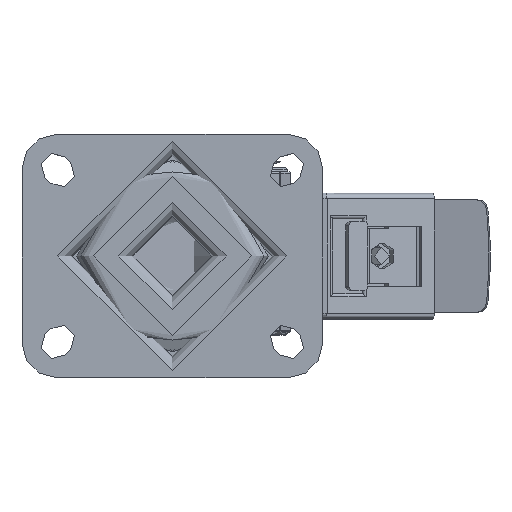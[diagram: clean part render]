
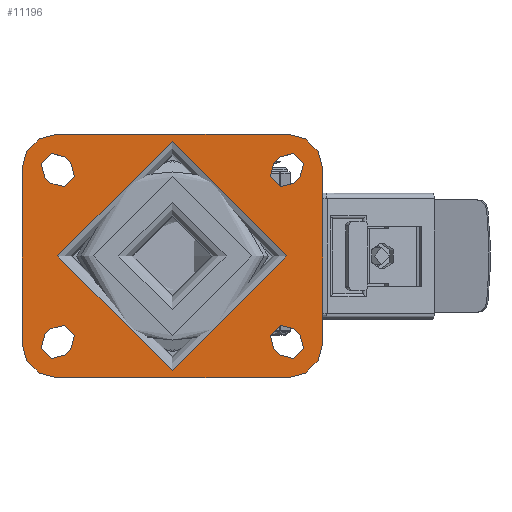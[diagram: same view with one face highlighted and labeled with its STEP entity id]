
A CAD part, top view. The second image highlights one B-rep face of the part: STEP entity #11196.
In plain terms, the highlighted planar face has unit normal (0, 0, 1).
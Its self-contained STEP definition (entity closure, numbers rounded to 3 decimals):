
#683=FACE_BOUND('',#3954,.T.);
#684=FACE_BOUND('',#3955,.T.);
#685=FACE_BOUND('',#3956,.T.);
#686=FACE_BOUND('',#3957,.T.);
#687=FACE_BOUND('',#3958,.T.);
#752=PLANE('',#12160);
#1177=LINE('',#16744,#2177);
#1178=LINE('',#16745,#2178);
#1179=LINE('',#16746,#2179);
#1180=LINE('',#16747,#2180);
#1181=LINE('',#16748,#2181);
#1182=LINE('',#16749,#2182);
#1183=LINE('',#16750,#2183);
#1184=LINE('',#16751,#2184);
#1185=LINE('',#16752,#2185);
#1186=LINE('',#16753,#2186);
#1187=LINE('',#16754,#2187);
#1188=LINE('',#16755,#2188);
#2177=VECTOR('',#13480,1000.);
#2178=VECTOR('',#13481,1000.);
#2179=VECTOR('',#13482,1000.);
#2180=VECTOR('',#13483,1000.);
#2181=VECTOR('',#13484,1000.);
#2182=VECTOR('',#13485,1000.);
#2183=VECTOR('',#13486,1000.);
#2184=VECTOR('',#13487,1000.);
#2185=VECTOR('',#13488,1000.);
#2186=VECTOR('',#13489,1000.);
#2187=VECTOR('',#13490,1000.);
#2188=VECTOR('',#13491,1000.);
#3309=FACE_OUTER_BOUND('',#3953,.T.);
#3953=EDGE_LOOP('',(#8002,#8003,#8004,#8005,#8006,#8007,#8008,#8009));
#3954=EDGE_LOOP('',(#8010,#8011,#8012,#8013));
#3955=EDGE_LOOP('',(#8014,#8015,#8016,#8017));
#3956=EDGE_LOOP('',(#8018,#8019,#8020,#8021));
#3957=EDGE_LOOP('',(#8022,#8023,#8024,#8025));
#3958=EDGE_LOOP('',(#8026));
#4646=CIRCLE('',#12043,5.125);
#4647=CIRCLE('',#12045,5.125);
#4650=CIRCLE('',#12049,5.125);
#4651=CIRCLE('',#12051,5.125);
#4653=CIRCLE('',#12054,5.125);
#4656=CIRCLE('',#12058,5.125);
#4657=CIRCLE('',#12060,5.125);
#4660=CIRCLE('',#12064,5.125);
#4661=CIRCLE('',#12066,12.);
#4663=CIRCLE('',#12069,12.);
#4665=CIRCLE('',#12072,12.);
#4667=CIRCLE('',#12075,12.);
#4738=CIRCLE('',#12157,40.);
#5061=VERTEX_POINT('',#16389);
#5062=VERTEX_POINT('',#16391);
#5063=VERTEX_POINT('',#16395);
#5064=VERTEX_POINT('',#16396);
#5069=VERTEX_POINT('',#16407);
#5070=VERTEX_POINT('',#16409);
#5071=VERTEX_POINT('',#16413);
#5072=VERTEX_POINT('',#16414);
#5075=VERTEX_POINT('',#16422);
#5076=VERTEX_POINT('',#16423);
#5081=VERTEX_POINT('',#16434);
#5082=VERTEX_POINT('',#16436);
#5083=VERTEX_POINT('',#16440);
#5084=VERTEX_POINT('',#16441);
#5089=VERTEX_POINT('',#16452);
#5090=VERTEX_POINT('',#16454);
#5091=VERTEX_POINT('',#16458);
#5092=VERTEX_POINT('',#16459);
#5095=VERTEX_POINT('',#16467);
#5096=VERTEX_POINT('',#16468);
#5099=VERTEX_POINT('',#16476);
#5100=VERTEX_POINT('',#16477);
#5103=VERTEX_POINT('',#16485);
#5104=VERTEX_POINT('',#16486);
#5219=VERTEX_POINT('',#16738);
#6138=EDGE_CURVE('',#5062,#5061,#4646,.T.);
#6140=EDGE_CURVE('',#5063,#5064,#4647,.T.);
#6146=EDGE_CURVE('',#5070,#5069,#4650,.T.);
#6148=EDGE_CURVE('',#5071,#5072,#4651,.T.);
#6152=EDGE_CURVE('',#5075,#5076,#4653,.T.);
#6158=EDGE_CURVE('',#5082,#5081,#4656,.T.);
#6160=EDGE_CURVE('',#5083,#5084,#4657,.T.);
#6166=EDGE_CURVE('',#5090,#5089,#4660,.T.);
#6168=EDGE_CURVE('',#5091,#5092,#4661,.T.);
#6172=EDGE_CURVE('',#5095,#5096,#4663,.T.);
#6176=EDGE_CURVE('',#5099,#5100,#4665,.T.);
#6180=EDGE_CURVE('',#5103,#5104,#4667,.T.);
#6306=EDGE_CURVE('',#5219,#5219,#4738,.T.);
#6309=EDGE_CURVE('',#5100,#5103,#1177,.T.);
#6310=EDGE_CURVE('',#5096,#5099,#1178,.T.);
#6311=EDGE_CURVE('',#5092,#5095,#1179,.T.);
#6312=EDGE_CURVE('',#5104,#5091,#1180,.T.);
#6313=EDGE_CURVE('',#5061,#5063,#1181,.T.);
#6314=EDGE_CURVE('',#5064,#5062,#1182,.T.);
#6315=EDGE_CURVE('',#5069,#5071,#1183,.T.);
#6316=EDGE_CURVE('',#5072,#5070,#1184,.T.);
#6317=EDGE_CURVE('',#5076,#5082,#1185,.T.);
#6318=EDGE_CURVE('',#5081,#5075,#1186,.T.);
#6319=EDGE_CURVE('',#5084,#5090,#1187,.T.);
#6320=EDGE_CURVE('',#5089,#5083,#1188,.T.);
#8002=ORIENTED_EDGE('',*,*,#6180,.F.);
#8003=ORIENTED_EDGE('',*,*,#6309,.F.);
#8004=ORIENTED_EDGE('',*,*,#6176,.F.);
#8005=ORIENTED_EDGE('',*,*,#6310,.F.);
#8006=ORIENTED_EDGE('',*,*,#6172,.F.);
#8007=ORIENTED_EDGE('',*,*,#6311,.F.);
#8008=ORIENTED_EDGE('',*,*,#6168,.F.);
#8009=ORIENTED_EDGE('',*,*,#6312,.F.);
#8010=ORIENTED_EDGE('',*,*,#6313,.T.);
#8011=ORIENTED_EDGE('',*,*,#6140,.T.);
#8012=ORIENTED_EDGE('',*,*,#6314,.T.);
#8013=ORIENTED_EDGE('',*,*,#6138,.T.);
#8014=ORIENTED_EDGE('',*,*,#6315,.T.);
#8015=ORIENTED_EDGE('',*,*,#6148,.T.);
#8016=ORIENTED_EDGE('',*,*,#6316,.T.);
#8017=ORIENTED_EDGE('',*,*,#6146,.T.);
#8018=ORIENTED_EDGE('',*,*,#6317,.T.);
#8019=ORIENTED_EDGE('',*,*,#6158,.T.);
#8020=ORIENTED_EDGE('',*,*,#6318,.T.);
#8021=ORIENTED_EDGE('',*,*,#6152,.T.);
#8022=ORIENTED_EDGE('',*,*,#6319,.T.);
#8023=ORIENTED_EDGE('',*,*,#6166,.T.);
#8024=ORIENTED_EDGE('',*,*,#6320,.T.);
#8025=ORIENTED_EDGE('',*,*,#6160,.T.);
#8026=ORIENTED_EDGE('',*,*,#6306,.F.);
#11196=ADVANCED_FACE('',(#3309,#683,#684,#685,#686,#687),#752,.T.);
#12043=AXIS2_PLACEMENT_3D('',#16392,#13168,#13169);
#12045=AXIS2_PLACEMENT_3D('',#16397,#13173,#13174);
#12049=AXIS2_PLACEMENT_3D('',#16410,#13184,#13185);
#12051=AXIS2_PLACEMENT_3D('',#16415,#13189,#13190);
#12054=AXIS2_PLACEMENT_3D('',#16424,#13197,#13198);
#12058=AXIS2_PLACEMENT_3D('',#16437,#13208,#13209);
#12060=AXIS2_PLACEMENT_3D('',#16442,#13213,#13214);
#12064=AXIS2_PLACEMENT_3D('',#16455,#13224,#13225);
#12066=AXIS2_PLACEMENT_3D('',#16460,#13229,#13230);
#12069=AXIS2_PLACEMENT_3D('',#16469,#13237,#13238);
#12072=AXIS2_PLACEMENT_3D('',#16478,#13245,#13246);
#12075=AXIS2_PLACEMENT_3D('',#16487,#13253,#13254);
#12157=AXIS2_PLACEMENT_3D('',#16739,#13472,#13473);
#12160=AXIS2_PLACEMENT_3D('',#16743,#13478,#13479);
#13168=DIRECTION('center_axis',(0.,0.,-1.));
#13169=DIRECTION('ref_axis',(-1.,0.,0.));
#13173=DIRECTION('center_axis',(0.,0.,-1.));
#13174=DIRECTION('ref_axis',(-1.,0.,0.));
#13184=DIRECTION('center_axis',(0.,0.,-1.));
#13185=DIRECTION('ref_axis',(-1.,0.,0.));
#13189=DIRECTION('center_axis',(0.,0.,-1.));
#13190=DIRECTION('ref_axis',(-1.,0.,0.));
#13197=DIRECTION('center_axis',(0.,0.,-1.));
#13198=DIRECTION('ref_axis',(1.,0.,0.));
#13208=DIRECTION('center_axis',(0.,0.,-1.));
#13209=DIRECTION('ref_axis',(1.,0.,0.));
#13213=DIRECTION('center_axis',(0.,0.,-1.));
#13214=DIRECTION('ref_axis',(1.,0.,0.));
#13224=DIRECTION('center_axis',(0.,0.,-1.));
#13225=DIRECTION('ref_axis',(1.,0.,0.));
#13229=DIRECTION('center_axis',(0.,0.,-1.));
#13230=DIRECTION('ref_axis',(-0.707,0.707,0.));
#13237=DIRECTION('center_axis',(0.,0.,-1.));
#13238=DIRECTION('ref_axis',(0.707,0.707,0.));
#13245=DIRECTION('center_axis',(0.,0.,-1.));
#13246=DIRECTION('ref_axis',(0.707,-0.707,0.));
#13253=DIRECTION('center_axis',(0.,0.,-1.));
#13254=DIRECTION('ref_axis',(-0.707,-0.707,0.));
#13472=DIRECTION('center_axis',(0.,0.,1.));
#13473=DIRECTION('ref_axis',(1.,0.,0.));
#13478=DIRECTION('center_axis',(0.,0.,1.));
#13479=DIRECTION('ref_axis',(1.,0.,0.));
#13480=DIRECTION('',(-1.,0.,0.));
#13481=DIRECTION('',(0.,-1.,0.));
#13482=DIRECTION('',(1.,0.,0.));
#13483=DIRECTION('',(0.,1.,0.));
#13484=DIRECTION('',(-0.707,0.707,0.));
#13485=DIRECTION('',(0.707,-0.707,0.));
#13486=DIRECTION('',(-0.707,-0.707,0.));
#13487=DIRECTION('',(0.707,0.707,0.));
#13488=DIRECTION('',(-0.707,-0.707,0.));
#13489=DIRECTION('',(0.707,0.707,0.));
#13490=DIRECTION('',(-0.707,0.707,0.));
#13491=DIRECTION('',(0.707,-0.707,0.));
#16389=CARTESIAN_POINT('',(37.26,-34.508,0.));
#16391=CARTESIAN_POINT('',(44.508,-27.26,0.));
#16392=CARTESIAN_POINT('Origin',(40.884,-30.884,0.));
#16395=CARTESIAN_POINT('',(35.492,-32.74,0.));
#16396=CARTESIAN_POINT('',(42.74,-25.492,0.));
#16397=CARTESIAN_POINT('Origin',(39.116,-29.116,0.));
#16407=CARTESIAN_POINT('',(44.508,27.26,0.));
#16409=CARTESIAN_POINT('',(37.26,34.508,0.));
#16410=CARTESIAN_POINT('Origin',(40.884,30.884,0.));
#16413=CARTESIAN_POINT('',(42.74,25.492,0.));
#16414=CARTESIAN_POINT('',(35.492,32.74,0.));
#16415=CARTESIAN_POINT('Origin',(39.116,29.116,0.));
#16422=CARTESIAN_POINT('',(-42.74,-25.492,0.));
#16423=CARTESIAN_POINT('',(-35.492,-32.74,0.));
#16424=CARTESIAN_POINT('Origin',(-39.116,-29.116,0.));
#16434=CARTESIAN_POINT('',(-44.508,-27.26,0.));
#16436=CARTESIAN_POINT('',(-37.26,-34.508,0.));
#16437=CARTESIAN_POINT('Origin',(-40.884,-30.884,0.));
#16440=CARTESIAN_POINT('',(-35.492,32.74,0.));
#16441=CARTESIAN_POINT('',(-42.74,25.492,0.));
#16442=CARTESIAN_POINT('Origin',(-39.116,29.116,0.));
#16452=CARTESIAN_POINT('',(-37.26,34.508,0.));
#16454=CARTESIAN_POINT('',(-44.508,27.26,0.));
#16455=CARTESIAN_POINT('Origin',(-40.884,30.884,0.));
#16458=CARTESIAN_POINT('',(-52.5,30.5,0.));
#16459=CARTESIAN_POINT('',(-40.5,42.5,0.));
#16460=CARTESIAN_POINT('Origin',(-40.5,30.5,0.));
#16467=CARTESIAN_POINT('',(40.5,42.5,0.));
#16468=CARTESIAN_POINT('',(52.5,30.5,0.));
#16469=CARTESIAN_POINT('Origin',(40.5,30.5,0.));
#16476=CARTESIAN_POINT('',(52.5,-30.5,0.));
#16477=CARTESIAN_POINT('',(40.5,-42.5,0.));
#16478=CARTESIAN_POINT('Origin',(40.5,-30.5,0.));
#16485=CARTESIAN_POINT('',(-40.5,-42.5,0.));
#16486=CARTESIAN_POINT('',(-52.5,-30.5,0.));
#16487=CARTESIAN_POINT('Origin',(-40.5,-30.5,0.));
#16738=CARTESIAN_POINT('',(40.,0.,0.));
#16739=CARTESIAN_POINT('Origin',(0.,0.,0.));
#16743=CARTESIAN_POINT('Origin',(0.,0.,0.));
#16744=CARTESIAN_POINT('',(52.5,-42.5,0.));
#16745=CARTESIAN_POINT('',(52.5,42.5,0.));
#16746=CARTESIAN_POINT('',(-52.5,42.5,0.));
#16747=CARTESIAN_POINT('',(-52.5,-42.5,0.));
#16748=CARTESIAN_POINT('',(37.26,-34.508,0.));
#16749=CARTESIAN_POINT('',(44.508,-27.26,0.));
#16750=CARTESIAN_POINT('',(44.508,27.26,0.));
#16751=CARTESIAN_POINT('',(37.26,34.508,0.));
#16752=CARTESIAN_POINT('',(-37.26,-34.508,0.));
#16753=CARTESIAN_POINT('',(-44.508,-27.26,0.));
#16754=CARTESIAN_POINT('',(-44.508,27.26,0.));
#16755=CARTESIAN_POINT('',(-37.26,34.508,0.));
